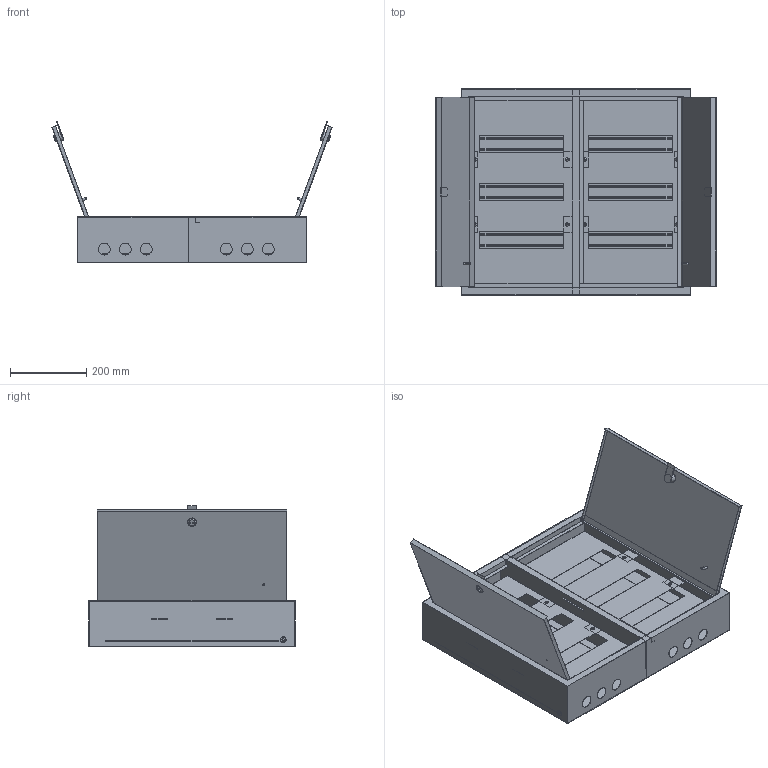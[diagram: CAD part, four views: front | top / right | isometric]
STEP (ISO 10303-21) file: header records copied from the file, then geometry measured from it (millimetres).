
FILE_DESCRIPTION (( 'STEP AP214' ), '1' );
FILE_NAME ('ShRN-72_IP31.STEP', '2016-11-14T06:01:33', ( 'user' ), ( '' ), 'SwSTEP 2.0', 'SolidWorks 2014', '' );
FILE_SCHEMA (( 'AUTOMOTIVE_DESIGN' ));
Length unit declared in the file: millimetre
Products named in the file (8): DIN-Reika_12 ｬｮ､罩･ｩ; Panel_剞ｭ-36,72; Dver_SHRN_72; Obolochka_SHRN_72; ShRN-72_IP31; Reika_702.002-03; Dver_SHRN_36; SC GOST 17473_gost_‚¨­â A.M5x10 ƒŽ‘’ 17473-80
Assembly tree (37 placements, depth 2):
  ShRN-72_IP31
    Obolochka_SHRN_72
    Dver_SHRN_36
    DIN-Reika_12 ｬｮ､罩･ｩ  x6
    Dver_SHRN_72
    Panel_剞ｭ-36,72  x2
    SC GOST 17473_gost_‚¨­â A.M5x10 ƒŽ‘’ 17473-80  x24
    Reika_702.002-03  x2
Bounding box: 733.63 x 540 x 369.11 mm (x, y, z)
Volume: 1424123.8 mm3; surface area: 2893619.2 mm2
Topology: 44 solids, 44 shells, 922 faces, 2152 edges, 1364 vertices
Faces by surface type: plane 578, cylinder 288, sphere 48, cone 8
Entity records: 14162 total; most frequent: DIRECTION 2415, CARTESIAN_POINT 2333, ORIENTED_EDGE 2242, EDGE_CURVE 1121, AXIS2_PLACEMENT_3D 814, LINE 787, VECTOR 787, VERTEX_POINT 732
